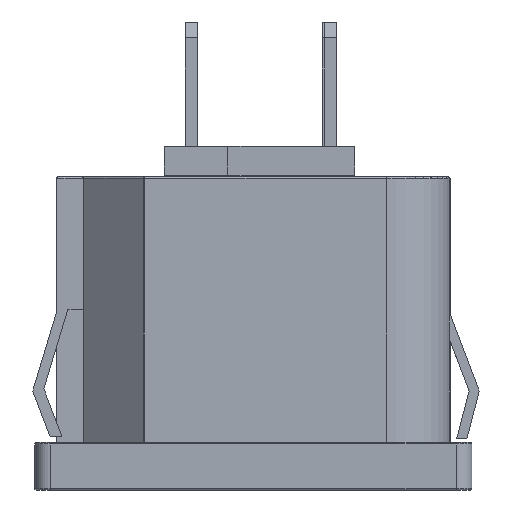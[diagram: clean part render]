
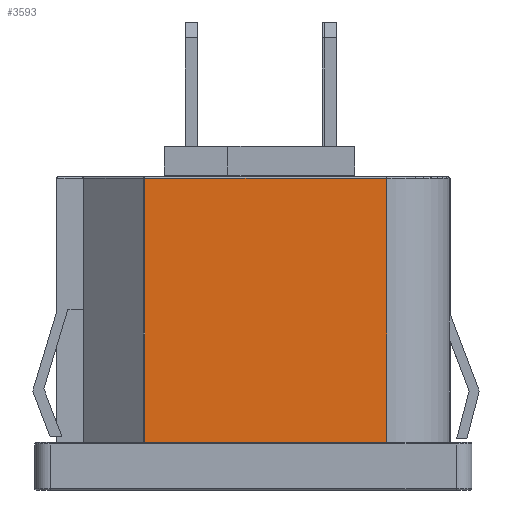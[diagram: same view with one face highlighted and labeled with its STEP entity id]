
A CAD part, left-side view. The second image highlights one B-rep face of the part: STEP entity #3593.
In plain terms, the highlighted planar face has unit normal (-1, 0, 0).
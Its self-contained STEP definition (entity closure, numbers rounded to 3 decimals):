
#451 = FACE_OUTER_BOUND ( 'NONE', #3964, .T. ) ;
#454 = AXIS2_PLACEMENT_3D ( 'NONE', #4626, #4627, #4628 ) ;
#963 = VECTOR ( 'NONE', #1209, 1000. ) ;
#964 = VECTOR ( 'NONE', #1213, 1000. ) ;
#965 = VECTOR ( 'NONE', #1217, 1000. ) ;
#966 = VECTOR ( 'NONE', #1221, 1000. ) ;
#1206 = LINE ( 'NONE', #1207, #963 ) ;
#1207 = CARTESIAN_POINT ( 'NONE',  ( 1.625, 20.67, 19.64 ) ) ;
#1209 = DIRECTION ( 'NONE',  ( 0., 1., 0. ) ) ;
#1210 = LINE ( 'NONE', #1212, #964 ) ;
#1212 = CARTESIAN_POINT ( 'NONE',  ( 1.625, 5.38, 19.74 ) ) ;
#1213 = DIRECTION ( 'NONE',  ( 0., 0., 1. ) ) ;
#1215 = LINE ( 'NONE', #1216, #965 ) ;
#1216 = CARTESIAN_POINT ( 'NONE',  ( 1.625, 20.631, 3. ) ) ;
#1217 = DIRECTION ( 'NONE',  ( 0., 0., -1. ) ) ;
#1219 = LINE ( 'NONE', #1220, #966 ) ;
#1220 = CARTESIAN_POINT ( 'NONE',  ( 1.625, 26.17, 3. ) ) ;
#1221 = DIRECTION ( 'NONE',  ( 0., -1., 0. ) ) ;
#2276 = CARTESIAN_POINT ( 'NONE',  ( 1.625, 5.38, 19.64 ) ) ;
#2277 = CARTESIAN_POINT ( 'NONE',  ( 1.625, 5.38, 3. ) ) ;
#2299 = CARTESIAN_POINT ( 'NONE',  ( 1.625, 20.631, 19.64 ) ) ;
#2301 = CARTESIAN_POINT ( 'NONE',  ( 1.625, 20.631, 3. ) ) ;
#3390 = EDGE_CURVE ( 'NONE', #5301, #5334, #1206, .T. ) ;
#3391 = EDGE_CURVE ( 'NONE', #5302, #5301, #1210, .T. ) ;
#3392 = EDGE_CURVE ( 'NONE', #5334, #5337, #1215, .T. ) ;
#3393 = EDGE_CURVE ( 'NONE', #5337, #5302, #1219, .T. ) ;
#3593 = ADVANCED_FACE ( 'NONE', ( #451 ), #4625, .F. ) ;
#3964 = EDGE_LOOP ( 'NONE', ( #5638, #5640, #5639, #5641 ) ) ;
#4625 = PLANE ( 'NONE',  #454 ) ;
#4626 = CARTESIAN_POINT ( 'NONE',  ( 1.625, 26.17, 19.74 ) ) ;
#4627 = DIRECTION ( 'NONE',  ( 1., 0., 0. ) ) ;
#4628 = DIRECTION ( 'NONE',  ( 0., 1., 0. ) ) ;
#5301 = VERTEX_POINT ( 'NONE', #2276 ) ;
#5302 = VERTEX_POINT ( 'NONE', #2277 ) ;
#5334 = VERTEX_POINT ( 'NONE', #2299 ) ;
#5337 = VERTEX_POINT ( 'NONE', #2301 ) ;
#5638 = ORIENTED_EDGE ( 'NONE', *, *, #3391, .T. ) ;
#5639 = ORIENTED_EDGE ( 'NONE', *, *, #3392, .T. ) ;
#5640 = ORIENTED_EDGE ( 'NONE', *, *, #3390, .T. ) ;
#5641 = ORIENTED_EDGE ( 'NONE', *, *, #3393, .T. ) ;
